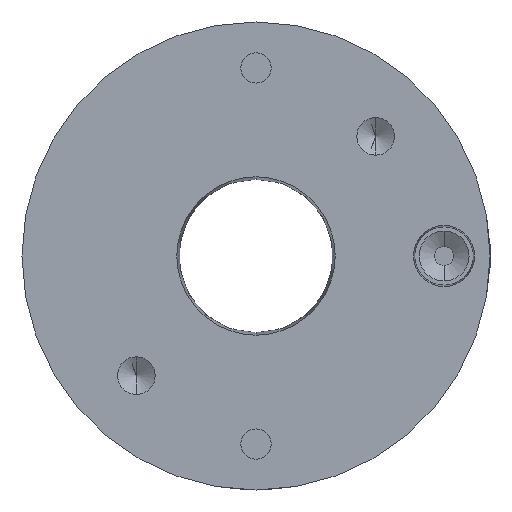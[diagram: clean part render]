
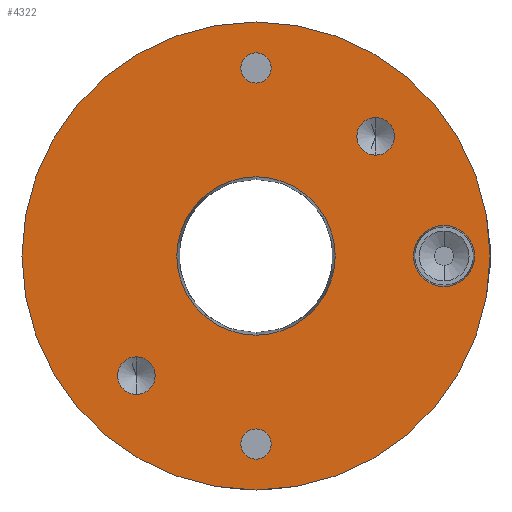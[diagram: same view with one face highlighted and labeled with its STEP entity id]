
A CAD part, front view. The second image highlights one B-rep face of the part: STEP entity #4322.
In plain terms, the highlighted planar face has unit normal (0, -1, 0).
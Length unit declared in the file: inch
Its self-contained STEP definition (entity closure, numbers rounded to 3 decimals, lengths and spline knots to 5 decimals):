
#83 = DIRECTION ( 'NONE',  ( 0., 0., -1. ) ) ;
#155 = EDGE_LOOP ( 'NONE', ( #4684, #3917 ) ) ;
#158 = ORIENTED_EDGE ( 'NONE', *, *, #4036, .F. ) ;
#170 = DIRECTION ( 'NONE',  ( 0., -1., 0. ) ) ;
#208 = CARTESIAN_POINT ( 'NONE',  ( 1.5555, -1.1875, 0. ) ) ;
#213 = CARTESIAN_POINT ( 'NONE',  ( 0.7955, -1.1875, 0.7955 ) ) ;
#226 = DIRECTION ( 'NONE',  ( 0., 0., -1. ) ) ;
#244 = CIRCLE ( 'NONE', #4630, 0.125 ) ;
#256 = AXIS2_PLACEMENT_3D ( 'NONE', #2375, #2486, #3255 ) ;
#305 = CIRCLE ( 'NONE', #3334, 0.125 ) ;
#330 = DIRECTION ( 'NONE',  ( 0., -1., 0. ) ) ;
#351 = CARTESIAN_POINT ( 'NONE',  ( 1.25, -1.1875, -0.2025 ) ) ;
#365 = CARTESIAN_POINT ( 'NONE',  ( -0.7955, -1.1875, -0.7955 ) ) ;
#370 = EDGE_LOOP ( 'NONE', ( #2677, #4049 ) ) ;
#384 = ORIENTED_EDGE ( 'NONE', *, *, #3781, .F. ) ;
#424 = AXIS2_PLACEMENT_3D ( 'NONE', #2471, #2494, #4862 ) ;
#527 = VERTEX_POINT ( 'NONE', #1639 ) ;
#580 = VERTEX_POINT ( 'NONE', #2035 ) ;
#645 = CARTESIAN_POINT ( 'NONE',  ( -0.7955, -1.1875, -0.9205 ) ) ;
#662 = AXIS2_PLACEMENT_3D ( 'NONE', #365, #2448, #4054 ) ;
#667 = CARTESIAN_POINT ( 'NONE',  ( 0., -1.1875, -1.25 ) ) ;
#681 = DIRECTION ( 'NONE',  ( 0., 1., 0. ) ) ;
#687 = FACE_BOUND ( 'NONE', #1885, .T. ) ;
#700 = DIRECTION ( 'NONE',  ( 0., -1., 0. ) ) ;
#717 = CARTESIAN_POINT ( 'NONE',  ( 0., -1.1875, 0. ) ) ;
#719 = EDGE_CURVE ( 'NONE', #3972, #1337, #244, .T. ) ;
#734 = FACE_BOUND ( 'NONE', #4656, .T. ) ;
#740 = DIRECTION ( 'NONE',  ( 0., -1., 0. ) ) ;
#849 = CARTESIAN_POINT ( 'NONE',  ( 0.7955, -1.1875, 0.9205 ) ) ;
#891 = AXIS2_PLACEMENT_3D ( 'NONE', #4600, #3731, #2555 ) ;
#934 = CIRCLE ( 'NONE', #3273, 0.2025 ) ;
#968 = CARTESIAN_POINT ( 'NONE',  ( 0., -1.1875, 0. ) ) ;
#1013 = CIRCLE ( 'NONE', #3342, 0.1005 ) ;
#1025 = DIRECTION ( 'NONE',  ( 0., 0., 1. ) ) ;
#1169 = CIRCLE ( 'NONE', #4866, 1.5555 ) ;
#1181 = CIRCLE ( 'NONE', #4799, 0.1005 ) ;
#1185 = ORIENTED_EDGE ( 'NONE', *, *, #1795, .F. ) ;
#1289 = EDGE_CURVE ( 'NONE', #3572, #4363, #1628, .T. ) ;
#1292 = CARTESIAN_POINT ( 'NONE',  ( 0., -1.1875, 1.3505 ) ) ;
#1337 = VERTEX_POINT ( 'NONE', #849 ) ;
#1346 = ORIENTED_EDGE ( 'NONE', *, *, #2793, .F. ) ;
#1373 = VERTEX_POINT ( 'NONE', #1378 ) ;
#1378 = CARTESIAN_POINT ( 'NONE',  ( 0., -1.1875, 1.1495 ) ) ;
#1454 = CARTESIAN_POINT ( 'NONE',  ( 1.25, -1.1875, 0. ) ) ;
#1458 = EDGE_CURVE ( 'NONE', #2427, #580, #934, .T. ) ;
#1488 = DIRECTION ( 'NONE',  ( 0., -1., 0. ) ) ;
#1495 = PLANE ( 'NONE',  #2562 ) ;
#1501 = DIRECTION ( 'NONE',  ( 0., 0., -1. ) ) ;
#1534 = DIRECTION ( 'NONE',  ( 0., -1., 0. ) ) ;
#1628 = CIRCLE ( 'NONE', #256, 0.5264 ) ;
#1639 = CARTESIAN_POINT ( 'NONE',  ( 0., -1.1875, 1.5555 ) ) ;
#1703 = AXIS2_PLACEMENT_3D ( 'NONE', #717, #170, #5096 ) ;
#1772 = CIRCLE ( 'NONE', #4950, 0.1005 ) ;
#1795 = EDGE_CURVE ( 'NONE', #4382, #527, #4975, .T. ) ;
#1815 = CARTESIAN_POINT ( 'NONE',  ( 0., -1.1875, 1.25 ) ) ;
#1822 = DIRECTION ( 'NONE',  ( 0., 1., 0. ) ) ;
#1860 = FACE_BOUND ( 'NONE', #370, .T. ) ;
#1885 = EDGE_LOOP ( 'NONE', ( #158, #1346 ) ) ;
#1898 = FACE_BOUND ( 'NONE', #155, .T. ) ;
#1915 = DIRECTION ( 'NONE',  ( 0., 0., -1. ) ) ;
#2035 = CARTESIAN_POINT ( 'NONE',  ( 1.25, -1.1875, 0.2025 ) ) ;
#2041 = ORIENTED_EDGE ( 'NONE', *, *, #4700, .F. ) ;
#2051 = CIRCLE ( 'NONE', #3681, 0.1005 ) ;
#2302 = CARTESIAN_POINT ( 'NONE',  ( 0., -1.1875, -1.1495 ) ) ;
#2375 = CARTESIAN_POINT ( 'NONE',  ( 0., -1.1875, 0. ) ) ;
#2427 = VERTEX_POINT ( 'NONE', #351 ) ;
#2445 = EDGE_CURVE ( 'NONE', #580, #2427, #4146, .T. ) ;
#2448 = DIRECTION ( 'NONE',  ( 0., -1., 0. ) ) ;
#2471 = CARTESIAN_POINT ( 'NONE',  ( 0., -1.1875, 0. ) ) ;
#2486 = DIRECTION ( 'NONE',  ( 0., -1., 0. ) ) ;
#2494 = DIRECTION ( 'NONE',  ( 0., 1., 0. ) ) ;
#2555 = DIRECTION ( 'NONE',  ( 0., 0., -1. ) ) ;
#2556 = ORIENTED_EDGE ( 'NONE', *, *, #4588, .F. ) ;
#2562 = AXIS2_PLACEMENT_3D ( 'NONE', #208, #1822, #3479 ) ;
#2564 = CARTESIAN_POINT ( 'NONE',  ( -0.7955, -1.1875, -0.6705 ) ) ;
#2584 = CIRCLE ( 'NONE', #1703, 0.5264 ) ;
#2643 = CARTESIAN_POINT ( 'NONE',  ( -0.7955, -1.1875, -0.7955 ) ) ;
#2649 = ORIENTED_EDGE ( 'NONE', *, *, #4150, .F. ) ;
#2677 = ORIENTED_EDGE ( 'NONE', *, *, #1458, .F. ) ;
#2713 = VERTEX_POINT ( 'NONE', #2564 ) ;
#2740 = CARTESIAN_POINT ( 'NONE',  ( 0., -1.1875, 1.25 ) ) ;
#2749 = ORIENTED_EDGE ( 'NONE', *, *, #719, .F. ) ;
#2785 = FACE_BOUND ( 'NONE', #4348, .T. ) ;
#2793 = EDGE_CURVE ( 'NONE', #2713, #4094, #3351, .T. ) ;
#2798 = VERTEX_POINT ( 'NONE', #2302 ) ;
#2861 = DIRECTION ( 'NONE',  ( 0., 0., -1. ) ) ;
#2982 = CIRCLE ( 'NONE', #662, 0.125 ) ;
#3079 = ORIENTED_EDGE ( 'NONE', *, *, #5048, .F. ) ;
#3088 = AXIS2_PLACEMENT_3D ( 'NONE', #2643, #3473, #1915 ) ;
#3192 = EDGE_CURVE ( 'NONE', #4363, #3572, #2584, .T. ) ;
#3196 = DIRECTION ( 'NONE',  ( 0., 0., -1. ) ) ;
#3240 = CARTESIAN_POINT ( 'NONE',  ( 0.7955, -1.1875, 0.6705 ) ) ;
#3255 = DIRECTION ( 'NONE',  ( 0., 0., -1. ) ) ;
#3273 = AXIS2_PLACEMENT_3D ( 'NONE', #1454, #4343, #2861 ) ;
#3334 = AXIS2_PLACEMENT_3D ( 'NONE', #4431, #330, #83 ) ;
#3342 = AXIS2_PLACEMENT_3D ( 'NONE', #2740, #740, #4368 ) ;
#3351 = CIRCLE ( 'NONE', #3088, 0.125 ) ;
#3473 = DIRECTION ( 'NONE',  ( 0., -1., 0. ) ) ;
#3479 = DIRECTION ( 'NONE',  ( 0., 0., 1. ) ) ;
#3572 = VERTEX_POINT ( 'NONE', #4393 ) ;
#3581 = EDGE_CURVE ( 'NONE', #3996, #2798, #1181, .T. ) ;
#3591 = FACE_OUTER_BOUND ( 'NONE', #4215, .T. ) ;
#3593 = CARTESIAN_POINT ( 'NONE',  ( 0., -1.1875, -1.25 ) ) ;
#3652 = ORIENTED_EDGE ( 'NONE', *, *, #3581, .F. ) ;
#3681 = AXIS2_PLACEMENT_3D ( 'NONE', #1815, #1488, #226 ) ;
#3717 = CARTESIAN_POINT ( 'NONE',  ( 0., -1.1875, -1.5555 ) ) ;
#3731 = DIRECTION ( 'NONE',  ( 0., -1., 0. ) ) ;
#3781 = EDGE_CURVE ( 'NONE', #527, #4382, #1169, .T. ) ;
#3917 = ORIENTED_EDGE ( 'NONE', *, *, #3192, .F. ) ;
#3972 = VERTEX_POINT ( 'NONE', #3240 ) ;
#3996 = VERTEX_POINT ( 'NONE', #4496 ) ;
#4036 = EDGE_CURVE ( 'NONE', #4094, #2713, #2982, .T. ) ;
#4049 = ORIENTED_EDGE ( 'NONE', *, *, #2445, .F. ) ;
#4054 = DIRECTION ( 'NONE',  ( 0., 0., -1. ) ) ;
#4094 = VERTEX_POINT ( 'NONE', #645 ) ;
#4146 = CIRCLE ( 'NONE', #891, 0.2025 ) ;
#4150 = EDGE_CURVE ( 'NONE', #2798, #3996, #1772, .T. ) ;
#4215 = EDGE_LOOP ( 'NONE', ( #384, #1185 ) ) ;
#4322 = ADVANCED_FACE ( 'NONE', ( #2785, #687, #1860, #4419, #734, #1898, #3591 ), #1495, .F. ) ;
#4343 = DIRECTION ( 'NONE',  ( 0., -1., 0. ) ) ;
#4348 = EDGE_LOOP ( 'NONE', ( #2749, #2041 ) ) ;
#4363 = VERTEX_POINT ( 'NONE', #4493 ) ;
#4368 = DIRECTION ( 'NONE',  ( 0., 0., -1. ) ) ;
#4382 = VERTEX_POINT ( 'NONE', #3717 ) ;
#4393 = CARTESIAN_POINT ( 'NONE',  ( 0., -1.1875, -0.5264 ) ) ;
#4419 = FACE_BOUND ( 'NONE', #4983, .T. ) ;
#4431 = CARTESIAN_POINT ( 'NONE',  ( 0.7955, -1.1875, 0.7955 ) ) ;
#4446 = DIRECTION ( 'NONE',  ( 0., -1., 0. ) ) ;
#4493 = CARTESIAN_POINT ( 'NONE',  ( 0., -1.1875, 0.5264 ) ) ;
#4496 = CARTESIAN_POINT ( 'NONE',  ( 0., -1.1875, -1.3505 ) ) ;
#4588 = EDGE_CURVE ( 'NONE', #1373, #4748, #2051, .T. ) ;
#4600 = CARTESIAN_POINT ( 'NONE',  ( 1.25, -1.1875, 0. ) ) ;
#4630 = AXIS2_PLACEMENT_3D ( 'NONE', #213, #4446, #1501 ) ;
#4656 = EDGE_LOOP ( 'NONE', ( #3652, #2649 ) ) ;
#4684 = ORIENTED_EDGE ( 'NONE', *, *, #1289, .F. ) ;
#4700 = EDGE_CURVE ( 'NONE', #1337, #3972, #305, .T. ) ;
#4732 = DIRECTION ( 'NONE',  ( 0., 0., -1. ) ) ;
#4748 = VERTEX_POINT ( 'NONE', #1292 ) ;
#4799 = AXIS2_PLACEMENT_3D ( 'NONE', #3593, #1534, #3196 ) ;
#4862 = DIRECTION ( 'NONE',  ( 0., 0., 1. ) ) ;
#4866 = AXIS2_PLACEMENT_3D ( 'NONE', #968, #681, #1025 ) ;
#4950 = AXIS2_PLACEMENT_3D ( 'NONE', #667, #700, #4732 ) ;
#4975 = CIRCLE ( 'NONE', #424, 1.5555 ) ;
#4983 = EDGE_LOOP ( 'NONE', ( #2556, #3079 ) ) ;
#5048 = EDGE_CURVE ( 'NONE', #4748, #1373, #1013, .T. ) ;
#5096 = DIRECTION ( 'NONE',  ( 0., 0., -1. ) ) ;
